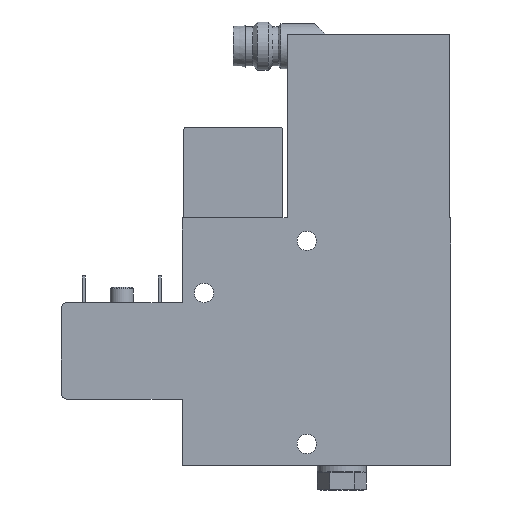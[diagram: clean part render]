
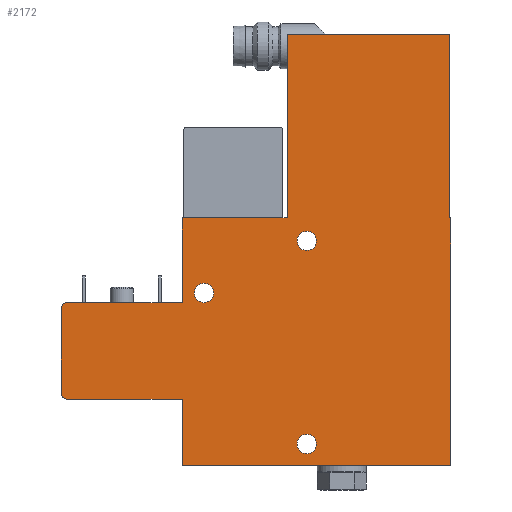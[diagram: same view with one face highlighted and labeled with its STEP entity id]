
A CAD part, left-side view. The second image highlights one B-rep face of the part: STEP entity #2172.
In plain terms, the highlighted face is planar.
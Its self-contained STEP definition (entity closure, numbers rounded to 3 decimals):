
#90=PLANE('',#2316);
#151=LINE('',#3024,#243);
#159=LINE('',#3041,#251);
#161=LINE('',#3046,#253);
#168=LINE('',#3060,#260);
#176=LINE('',#3079,#268);
#181=LINE('',#3089,#273);
#182=LINE('',#3099,#274);
#185=LINE('',#3111,#277);
#191=LINE('',#3130,#283);
#192=LINE('',#3131,#284);
#193=LINE('',#3134,#285);
#194=LINE('',#3138,#286);
#243=VECTOR('',#2515,1000.);
#251=VECTOR('',#2525,1000.);
#253=VECTOR('',#2529,1000.);
#260=VECTOR('',#2538,1000.);
#268=VECTOR('',#2550,1000.);
#273=VECTOR('',#2557,1000.);
#274=VECTOR('',#2568,1000.);
#277=VECTOR('',#2579,1000.);
#283=VECTOR('',#2599,1000.);
#284=VECTOR('',#2600,1000.);
#285=VECTOR('',#2603,1000.);
#286=VECTOR('',#2606,1000.);
#406=ORIENTED_EDGE('',*,*,#754,.F.);
#407=ORIENTED_EDGE('',*,*,#797,.F.);
#408=ORIENTED_EDGE('',*,*,#744,.F.);
#409=ORIENTED_EDGE('',*,*,#798,.F.);
#410=ORIENTED_EDGE('',*,*,#752,.F.);
#411=ORIENTED_EDGE('',*,*,#770,.F.);
#412=ORIENTED_EDGE('',*,*,#761,.F.);
#413=ORIENTED_EDGE('',*,*,#799,.F.);
#414=ORIENTED_EDGE('',*,*,#800,.F.);
#415=ORIENTED_EDGE('',*,*,#801,.F.);
#416=ORIENTED_EDGE('',*,*,#802,.F.);
#417=ORIENTED_EDGE('',*,*,#775,.F.);
#418=ORIENTED_EDGE('',*,*,#786,.F.);
#419=ORIENTED_EDGE('',*,*,#780,.F.);
#420=ORIENTED_EDGE('',*,*,#803,.F.);
#421=ORIENTED_EDGE('',*,*,#804,.F.);
#422=ORIENTED_EDGE('',*,*,#805,.F.);
#744=EDGE_CURVE('',#945,#943,#151,.T.);
#752=EDGE_CURVE('',#953,#951,#159,.T.);
#754=EDGE_CURVE('',#954,#956,#161,.T.);
#761=EDGE_CURVE('',#962,#963,#168,.T.);
#770=EDGE_CURVE('',#963,#953,#176,.T.);
#775=EDGE_CURVE('',#974,#972,#181,.T.);
#780=EDGE_CURVE('',#956,#979,#182,.T.);
#786=EDGE_CURVE('',#979,#974,#185,.T.);
#797=EDGE_CURVE('',#943,#954,#191,.T.);
#798=EDGE_CURVE('',#951,#945,#192,.T.);
#799=EDGE_CURVE('',#990,#962,#1101,.T.);
#800=EDGE_CURVE('',#991,#990,#193,.T.);
#801=EDGE_CURVE('',#992,#991,#1102,.T.);
#802=EDGE_CURVE('',#972,#992,#194,.T.);
#803=EDGE_CURVE('',#993,#993,#1103,.T.);
#804=EDGE_CURVE('',#994,#994,#1104,.T.);
#805=EDGE_CURVE('',#995,#995,#1105,.T.);
#943=VERTEX_POINT('',#3017);
#945=VERTEX_POINT('',#3023);
#951=VERTEX_POINT('',#3036);
#953=VERTEX_POINT('',#3040);
#954=VERTEX_POINT('',#3044);
#956=VERTEX_POINT('',#3047);
#962=VERTEX_POINT('',#3061);
#963=VERTEX_POINT('',#3062);
#972=VERTEX_POINT('',#3084);
#974=VERTEX_POINT('',#3088);
#979=VERTEX_POINT('',#3100);
#990=VERTEX_POINT('',#3133);
#991=VERTEX_POINT('',#3135);
#992=VERTEX_POINT('',#3137);
#993=VERTEX_POINT('',#3140);
#994=VERTEX_POINT('',#3142);
#995=VERTEX_POINT('',#3144);
#1101=CIRCLE('',#2317,1.);
#1102=CIRCLE('',#2318,1.);
#1103=CIRCLE('',#2319,1.6);
#1104=CIRCLE('',#2320,1.6);
#1105=CIRCLE('',#2321,1.6);
#1197=EDGE_LOOP('',(#406,#407,#408,#409,#410,#411,#412,#413,#414,#415,#416,
#417,#418,#419));
#1198=EDGE_LOOP('',(#420));
#1199=EDGE_LOOP('',(#421));
#1200=EDGE_LOOP('',(#422));
#1379=FACE_BOUND('',#1197,.T.);
#1380=FACE_BOUND('',#1198,.T.);
#1381=FACE_BOUND('',#1199,.T.);
#1382=FACE_BOUND('',#1200,.T.);
#2172=ADVANCED_FACE('',(#1379,#1380,#1381,#1382),#90,.F.);
#2316=AXIS2_PLACEMENT_3D('',#3129,#2597,#2598);
#2317=AXIS2_PLACEMENT_3D('',#3132,#2601,#2602);
#2318=AXIS2_PLACEMENT_3D('',#3136,#2604,#2605);
#2319=AXIS2_PLACEMENT_3D('',#3139,#2607,#2608);
#2320=AXIS2_PLACEMENT_3D('',#3141,#2609,#2610);
#2321=AXIS2_PLACEMENT_3D('',#3143,#2611,#2612);
#2515=DIRECTION('',(0.,-1.,0.));
#2525=DIRECTION('',(0.,-1.,0.));
#2529=DIRECTION('',(0.,-1.,0.));
#2538=DIRECTION('',(0.,-1.,0.));
#2550=DIRECTION('',(-1.,0.,0.));
#2557=DIRECTION('',(-1.,0.,0.));
#2568=DIRECTION('',(1.,0.,0.));
#2579=DIRECTION('',(0.,1.,0.));
#2597=DIRECTION('',(0.,0.,1.));
#2598=DIRECTION('',(1.,0.,0.));
#2599=DIRECTION('',(1.,0.,0.));
#2600=DIRECTION('',(-1.,0.,0.));
#2601=DIRECTION('',(0.,0.,1.));
#2602=DIRECTION('',(1.,0.,0.));
#2603=DIRECTION('',(-1.,0.,0.));
#2604=DIRECTION('',(0.,0.,1.));
#2605=DIRECTION('',(1.,0.,0.));
#2606=DIRECTION('',(0.,1.,0.));
#2607=DIRECTION('',(0.,0.,-1.));
#2608=DIRECTION('',(-1.,0.,0.));
#2609=DIRECTION('',(0.,0.,-1.));
#2610=DIRECTION('',(-1.,0.,0.));
#2611=DIRECTION('',(0.,0.,-1.));
#2612=DIRECTION('',(-1.,0.,0.));
#3017=CARTESIAN_POINT('',(-71.4,0.268,-5.));
#3023=CARTESIAN_POINT('',(-71.4,27.068,-5.));
#3024=CARTESIAN_POINT('',(-71.4,27.068,-5.));
#3036=CARTESIAN_POINT('',(-41.,27.068,-5.));
#3040=CARTESIAN_POINT('',(-41.,44.4,-5.));
#3041=CARTESIAN_POINT('',(-41.,44.4,-5.));
#3044=CARTESIAN_POINT('',(-41.,0.268,-5.));
#3046=CARTESIAN_POINT('',(-41.,44.4,-5.));
#3047=CARTESIAN_POINT('',(-41.,0.,-5.));
#3060=CARTESIAN_POINT('',(-27.,63.4,-5.));
#3061=CARTESIAN_POINT('',(-27.,63.4,-5.));
#3062=CARTESIAN_POINT('',(-27.,44.4,-5.));
#3079=CARTESIAN_POINT('',(0.,44.4,-5.));
#3084=CARTESIAN_POINT('',(-11.,44.4,-5.));
#3088=CARTESIAN_POINT('',(0.,44.4,-5.));
#3089=CARTESIAN_POINT('',(0.,44.4,-5.));
#3099=CARTESIAN_POINT('',(-41.,0.,-5.));
#3100=CARTESIAN_POINT('',(0.,0.,-5.));
#3111=CARTESIAN_POINT('',(0.,0.,-5.));
#3129=CARTESIAN_POINT('',(0.,0.,-5.));
#3130=CARTESIAN_POINT('',(-71.4,0.268,-5.));
#3131=CARTESIAN_POINT('',(-40.,27.068,-5.));
#3132=CARTESIAN_POINT('',(-26.,63.4,-5.));
#3133=CARTESIAN_POINT('',(-26.,64.4,-5.));
#3134=CARTESIAN_POINT('',(-12.,64.4,-5.));
#3135=CARTESIAN_POINT('',(-12.,64.4,-5.));
#3136=CARTESIAN_POINT('',(-12.,63.4,-5.));
#3137=CARTESIAN_POINT('',(-11.,63.4,-5.));
#3138=CARTESIAN_POINT('',(-11.,43.4,-5.));
#3139=CARTESIAN_POINT('',(-37.2,23.8,-5.));
#3140=CARTESIAN_POINT('',(-38.8,23.8,-5.));
#3141=CARTESIAN_POINT('',(-28.6,40.8,-5.));
#3142=CARTESIAN_POINT('',(-30.2,40.8,-5.));
#3143=CARTESIAN_POINT('',(-3.6,23.8,-5.));
#3144=CARTESIAN_POINT('',(-5.2,23.8,-5.));
